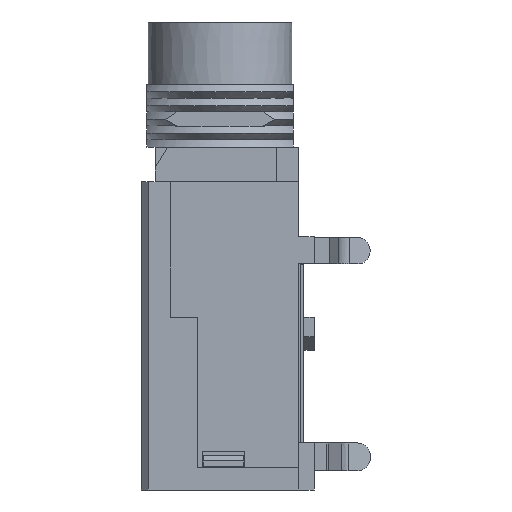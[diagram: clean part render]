
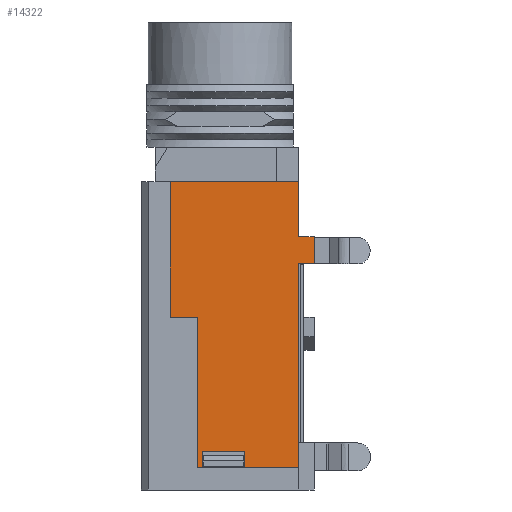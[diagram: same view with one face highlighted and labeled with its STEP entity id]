
A CAD part, left-side view. The second image highlights one B-rep face of the part: STEP entity #14322.
In plain terms, the highlighted planar face has unit normal (-1, 0, 0).
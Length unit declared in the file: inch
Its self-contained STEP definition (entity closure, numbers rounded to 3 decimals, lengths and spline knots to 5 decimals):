
#376 = CARTESIAN_POINT ( 'NONE',  ( -0.16339, 0.05118, -1.09055 ) ) ;
#561 = EDGE_CURVE ( 'NONE', #642, #3388, #2277, .T. ) ;
#642 = VERTEX_POINT ( 'NONE', #6255 ) ;
#836 = LINE ( 'NONE', #5608, #8340 ) ;
#1001 = ORIENTED_EDGE ( 'NONE', *, *, #14830, .F. ) ;
#1020 = EDGE_CURVE ( 'NONE', #13188, #7343, #12941, .T. ) ;
#1133 = DIRECTION ( 'NONE',  ( 0., 1., 0. ) ) ;
#1211 = CARTESIAN_POINT ( 'NONE',  ( -0.16339, -0.08071, -1.09055 ) ) ;
#1799 = VERTEX_POINT ( 'NONE', #376 ) ;
#2166 = CARTESIAN_POINT ( 'NONE',  ( -0.16339, -0.06299, -0.43307 ) ) ;
#2277 = LINE ( 'NONE', #2166, #19373 ) ;
#2643 = ORIENTED_EDGE ( 'NONE', *, *, #16959, .F. ) ;
#2854 = ORIENTED_EDGE ( 'NONE', *, *, #13471, .T. ) ;
#3264 = CARTESIAN_POINT ( 'NONE',  ( -0.16339, -0.06299, -0.66142 ) ) ;
#3356 = LINE ( 'NONE', #19682, #7439 ) ;
#3388 = VERTEX_POINT ( 'NONE', #15594 ) ;
#3465 = VERTEX_POINT ( 'NONE', #8439 ) ;
#3641 = ORIENTED_EDGE ( 'NONE', *, *, #1020, .T. ) ;
#3669 = CARTESIAN_POINT ( 'NONE',  ( -0.16339, -0.07087, -1.04331 ) ) ;
#3810 = CARTESIAN_POINT ( 'NONE',  ( -0.16339, 0.05118, -1.04331 ) ) ;
#4200 = CARTESIAN_POINT ( 'NONE',  ( -0.16339, -0.07087, -1.09055 ) ) ;
#4260 = VECTOR ( 'NONE', #19390, 39.37008 ) ;
#4320 = VERTEX_POINT ( 'NONE', #20372 ) ;
#4694 = CARTESIAN_POINT ( 'NONE',  ( -0.16339, -0.26772, -0.68307 ) ) ;
#4864 = DIRECTION ( 'NONE',  ( 0., 0., 1. ) ) ;
#5073 = CARTESIAN_POINT ( 'NONE',  ( -0.16339, 0.06299, -1.09055 ) ) ;
#5384 = ORIENTED_EDGE ( 'NONE', *, *, #561, .F. ) ;
#5608 = CARTESIAN_POINT ( 'NONE',  ( -0.16339, -0.22441, 0. ) ) ;
#5908 = DIRECTION ( 'NONE',  ( 0., 0., -1. ) ) ;
#5990 = CARTESIAN_POINT ( 'NONE',  ( -0.16339, -0.06299, -0.27559 ) ) ;
#6186 = LINE ( 'NONE', #1211, #4260 ) ;
#6255 = CARTESIAN_POINT ( 'NONE',  ( -0.16339, -0.22441, -0.43307 ) ) ;
#6304 = CARTESIAN_POINT ( 'NONE',  ( -0.16339, 0.14173, -0.66142 ) ) ;
#6505 = EDGE_CURVE ( 'NONE', #7750, #642, #836, .T. ) ;
#6660 = DIRECTION ( 'NONE',  ( 0., 0., 1. ) ) ;
#6687 = ORIENTED_EDGE ( 'NONE', *, *, #13768, .T. ) ;
#6928 = CARTESIAN_POINT ( 'NONE',  ( -0.16339, -0.07087, -1.06693 ) ) ;
#6993 = LINE ( 'NONE', #20067, #18512 ) ;
#7077 = VECTOR ( 'NONE', #18474, 39.37008 ) ;
#7312 = ORIENTED_EDGE ( 'NONE', *, *, #14271, .T. ) ;
#7343 = VERTEX_POINT ( 'NONE', #3669 ) ;
#7439 = VECTOR ( 'NONE', #4864, 39.37008 ) ;
#7539 = DIRECTION ( 'NONE',  ( 0., -1., 0. ) ) ;
#7750 = VERTEX_POINT ( 'NONE', #8298 ) ;
#8298 = CARTESIAN_POINT ( 'NONE',  ( -0.16339, -0.22441, -0.27559 ) ) ;
#8340 = VECTOR ( 'NONE', #17069, 39.37008 ) ;
#8439 = CARTESIAN_POINT ( 'NONE',  ( -0.16339, -0.22441, -1.09055 ) ) ;
#9183 = EDGE_CURVE ( 'NONE', #3388, #4320, #18210, .T. ) ;
#10119 = DIRECTION ( 'NONE',  ( 0., 0., 1. ) ) ;
#10182 = VECTOR ( 'NONE', #5908, 39.37008 ) ;
#10288 = EDGE_CURVE ( 'NONE', #17227, #1799, #6186, .T. ) ;
#10381 = PLANE ( 'NONE',  #11919 ) ;
#10389 = LINE ( 'NONE', #6928, #11905 ) ;
#10897 = CARTESIAN_POINT ( 'NONE',  ( -0.16339, -0.00984, -1.04331 ) ) ;
#11077 = ORIENTED_EDGE ( 'NONE', *, *, #10288, .T. ) ;
#11305 = DIRECTION ( 'NONE',  ( 0., 0., -1. ) ) ;
#11905 = VECTOR ( 'NONE', #16757, 39.37008 ) ;
#11919 = AXIS2_PLACEMENT_3D ( 'NONE', #13636, #16967, #12333 ) ;
#12094 = ORIENTED_EDGE ( 'NONE', *, *, #6505, .F. ) ;
#12113 = DIRECTION ( 'NONE',  ( 0., -1., 0. ) ) ;
#12333 = DIRECTION ( 'NONE',  ( 0., 0., -1. ) ) ;
#12803 = DIRECTION ( 'NONE',  ( 0., -1., 0. ) ) ;
#12941 = LINE ( 'NONE', #10897, #20043 ) ;
#12962 = VECTOR ( 'NONE', #6660, 39.37008 ) ;
#13183 = ORIENTED_EDGE ( 'NONE', *, *, #9183, .F. ) ;
#13188 = VERTEX_POINT ( 'NONE', #3810 ) ;
#13471 = EDGE_CURVE ( 'NONE', #7343, #21221, #10389, .T. ) ;
#13617 = ORIENTED_EDGE ( 'NONE', *, *, #14564, .F. ) ;
#13636 = CARTESIAN_POINT ( 'NONE',  ( -0.16339, 0.14992, -0.25929 ) ) ;
#13768 = EDGE_CURVE ( 'NONE', #21221, #3465, #19774, .T. ) ;
#14271 = EDGE_CURVE ( 'NONE', #1799, #13188, #3356, .T. ) ;
#14322 = ADVANCED_FACE ( 'NONE', ( #19033 ), #10381, .T. ) ;
#14564 = EDGE_CURVE ( 'NONE', #15629, #3465, #16181, .T. ) ;
#14830 = EDGE_CURVE ( 'NONE', #17828, #21110, #16387, .T. ) ;
#14877 = CARTESIAN_POINT ( 'NONE',  ( -0.16339, 0.14173, -0.68307 ) ) ;
#15132 = CARTESIAN_POINT ( 'NONE',  ( -0.16339, -0.08071, -1.09055 ) ) ;
#15297 = VECTOR ( 'NONE', #11305, 39.37008 ) ;
#15498 = ORIENTED_EDGE ( 'NONE', *, *, #20661, .F. ) ;
#15594 = CARTESIAN_POINT ( 'NONE',  ( -0.16339, -0.26772, -0.43307 ) ) ;
#15629 = VERTEX_POINT ( 'NONE', #17483 ) ;
#15870 = CARTESIAN_POINT ( 'NONE',  ( -0.16339, 0.06299, -0.66142 ) ) ;
#15952 = CARTESIAN_POINT ( 'NONE',  ( -0.16339, -0.06299, -0.50787 ) ) ;
#15965 = CARTESIAN_POINT ( 'NONE',  ( -0.16339, -0.22441, 0. ) ) ;
#16181 = LINE ( 'NONE', #15965, #10182 ) ;
#16387 = LINE ( 'NONE', #14877, #12962 ) ;
#16455 = DIRECTION ( 'NONE',  ( 0., 1., 0. ) ) ;
#16757 = DIRECTION ( 'NONE',  ( 0., 0., -1. ) ) ;
#16959 = EDGE_CURVE ( 'NONE', #19002, #17828, #21126, .T. ) ;
#16967 = DIRECTION ( 'NONE',  ( -1., 0., 0. ) ) ;
#17069 = DIRECTION ( 'NONE',  ( 0., 0., -1. ) ) ;
#17227 = VERTEX_POINT ( 'NONE', #5073 ) ;
#17483 = CARTESIAN_POINT ( 'NONE',  ( -0.16339, -0.22441, -0.50787 ) ) ;
#17570 = LINE ( 'NONE', #15952, #19860 ) ;
#17828 = VERTEX_POINT ( 'NONE', #6304 ) ;
#18069 = ORIENTED_EDGE ( 'NONE', *, *, #18492, .F. ) ;
#18210 = LINE ( 'NONE', #4694, #15297 ) ;
#18474 = DIRECTION ( 'NONE',  ( 0., -1., 0. ) ) ;
#18492 = EDGE_CURVE ( 'NONE', #21110, #7750, #20809, .T. ) ;
#18512 = VECTOR ( 'NONE', #10119, 39.37008 ) ;
#18981 = EDGE_LOOP ( 'NONE', ( #6687, #13617, #21165, #13183, #5384, #12094, #18069, #1001, #2643, #15498, #11077, #7312, #3641, #2854 ) ) ;
#19002 = VERTEX_POINT ( 'NONE', #15870 ) ;
#19033 = FACE_OUTER_BOUND ( 'NONE', #18981, .T. ) ;
#19373 = VECTOR ( 'NONE', #12113, 39.37008 ) ;
#19390 = DIRECTION ( 'NONE',  ( 0., -1., 0. ) ) ;
#19463 = EDGE_CURVE ( 'NONE', #4320, #15629, #17570, .T. ) ;
#19682 = CARTESIAN_POINT ( 'NONE',  ( -0.16339, 0.05118, -1.02559 ) ) ;
#19774 = LINE ( 'NONE', #15132, #7077 ) ;
#19860 = VECTOR ( 'NONE', #1133, 39.37008 ) ;
#20043 = VECTOR ( 'NONE', #7539, 39.37008 ) ;
#20067 = CARTESIAN_POINT ( 'NONE',  ( -0.16339, 0.06299, -0.68307 ) ) ;
#20324 = CARTESIAN_POINT ( 'NONE',  ( -0.16339, 0.14173, -0.27559 ) ) ;
#20372 = CARTESIAN_POINT ( 'NONE',  ( -0.16339, -0.26772, -0.50787 ) ) ;
#20661 = EDGE_CURVE ( 'NONE', #17227, #19002, #6993, .T. ) ;
#20809 = LINE ( 'NONE', #5990, #21253 ) ;
#20880 = VECTOR ( 'NONE', #16455, 39.37008 ) ;
#21110 = VERTEX_POINT ( 'NONE', #20324 ) ;
#21126 = LINE ( 'NONE', #3264, #20880 ) ;
#21165 = ORIENTED_EDGE ( 'NONE', *, *, #19463, .F. ) ;
#21221 = VERTEX_POINT ( 'NONE', #4200 ) ;
#21253 = VECTOR ( 'NONE', #12803, 39.37008 ) ;
